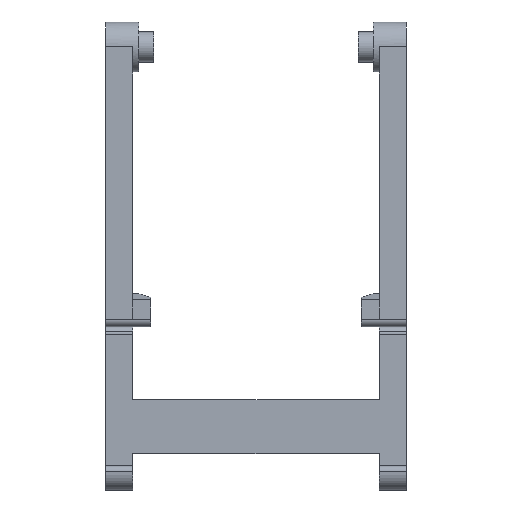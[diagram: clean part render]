
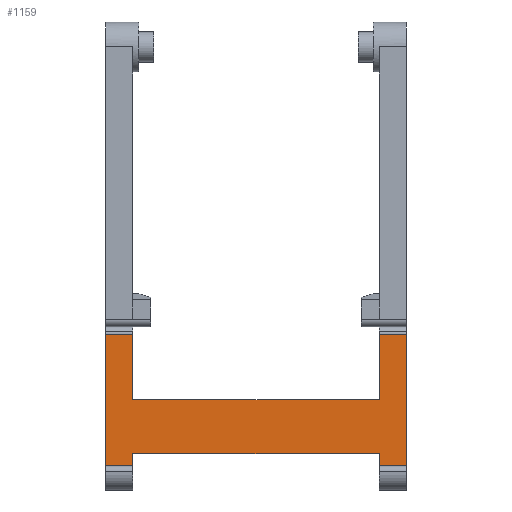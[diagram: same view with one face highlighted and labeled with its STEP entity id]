
A CAD part, top view. The second image highlights one B-rep face of the part: STEP entity #1159.
In plain terms, the highlighted planar face has unit normal (0, 0, 1).
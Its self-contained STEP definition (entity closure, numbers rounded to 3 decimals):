
#77=FACE_OUTER_BOUND('',#138,.T.);
#138=EDGE_LOOP('',(#842,#843,#844,#845,#846,#847,#848,#849,#850,#851,#852,
#853));
#217=LINE('',#1707,#359);
#235=LINE('',#1753,#377);
#237=LINE('',#1757,#379);
#238=LINE('',#1759,#380);
#239=LINE('',#1760,#381);
#240=LINE('',#1762,#382);
#241=LINE('',#1764,#383);
#242=LINE('',#1766,#384);
#243=LINE('',#1768,#385);
#244=LINE('',#1770,#386);
#245=LINE('',#1772,#387);
#246=LINE('',#1773,#388);
#359=VECTOR('',#1363,10.);
#377=VECTOR('',#1405,10.);
#379=VECTOR('',#1409,10.);
#380=VECTOR('',#1410,10.);
#381=VECTOR('',#1411,10.);
#382=VECTOR('',#1412,10.);
#383=VECTOR('',#1413,10.);
#384=VECTOR('',#1414,10.);
#385=VECTOR('',#1415,10.);
#386=VECTOR('',#1416,10.);
#387=VECTOR('',#1417,10.);
#388=VECTOR('',#1418,10.);
#497=VERTEX_POINT('',#1704);
#498=VERTEX_POINT('',#1706);
#513=VERTEX_POINT('',#1750);
#514=VERTEX_POINT('',#1752);
#515=VERTEX_POINT('',#1756);
#516=VERTEX_POINT('',#1758);
#517=VERTEX_POINT('',#1761);
#518=VERTEX_POINT('',#1763);
#519=VERTEX_POINT('',#1765);
#520=VERTEX_POINT('',#1767);
#521=VERTEX_POINT('',#1769);
#522=VERTEX_POINT('',#1771);
#618=EDGE_CURVE('',#497,#498,#217,.T.);
#641=EDGE_CURVE('',#514,#513,#235,.T.);
#643=EDGE_CURVE('',#515,#514,#237,.T.);
#644=EDGE_CURVE('',#513,#516,#238,.T.);
#645=EDGE_CURVE('',#498,#516,#239,.T.);
#646=EDGE_CURVE('',#497,#517,#240,.T.);
#647=EDGE_CURVE('',#518,#517,#241,.T.);
#648=EDGE_CURVE('',#518,#519,#242,.T.);
#649=EDGE_CURVE('',#520,#519,#243,.T.);
#650=EDGE_CURVE('',#521,#520,#244,.T.);
#651=EDGE_CURVE('',#521,#522,#245,.T.);
#652=EDGE_CURVE('',#522,#515,#246,.T.);
#842=ORIENTED_EDGE('',*,*,#643,.T.);
#843=ORIENTED_EDGE('',*,*,#641,.T.);
#844=ORIENTED_EDGE('',*,*,#644,.T.);
#845=ORIENTED_EDGE('',*,*,#645,.F.);
#846=ORIENTED_EDGE('',*,*,#618,.F.);
#847=ORIENTED_EDGE('',*,*,#646,.T.);
#848=ORIENTED_EDGE('',*,*,#647,.F.);
#849=ORIENTED_EDGE('',*,*,#648,.T.);
#850=ORIENTED_EDGE('',*,*,#649,.F.);
#851=ORIENTED_EDGE('',*,*,#650,.F.);
#852=ORIENTED_EDGE('',*,*,#651,.T.);
#853=ORIENTED_EDGE('',*,*,#652,.T.);
#1111=PLANE('',#1231);
#1159=ADVANCED_FACE('',(#77),#1111,.T.);
#1231=AXIS2_PLACEMENT_3D('',#1755,#1407,#1408);
#1363=DIRECTION('',(0.,1.,0.));
#1405=DIRECTION('',(-1.,0.,0.));
#1407=DIRECTION('center_axis',(0.,0.,
1.));
#1408=DIRECTION('ref_axis',(-1.,0.,0.));
#1409=DIRECTION('',(0.,-1.,0.));
#1410=DIRECTION('',(0.,1.,0.));
#1411=DIRECTION('',(1.,0.,0.));
#1412=DIRECTION('',(1.,0.,0.));
#1413=DIRECTION('',(0.,-1.,0.));
#1414=DIRECTION('',(1.,0.,0.));
#1415=DIRECTION('',(0.,1.,0.));
#1416=DIRECTION('',(-1.,0.,0.));
#1417=DIRECTION('',(0.,1.,0.));
#1418=DIRECTION('',(-1.,0.,0.));
#1704=CARTESIAN_POINT('',(-25.,-110.913,-0.833));
#1706=CARTESIAN_POINT('',(-25.,-89.007,-0.833));
#1707=CARTESIAN_POINT('',(-25.,-110.913,-0.833));
#1750=CARTESIAN_POINT('',(-20.5,-99.913,-0.833));
#1752=CARTESIAN_POINT('',(20.5,-99.913,-0.833));
#1753=CARTESIAN_POINT('',(25.78,-99.913,-0.833));
#1755=CARTESIAN_POINT('Origin',(31.06,-86.663,-0.833));
#1756=CARTESIAN_POINT('',(20.5,-89.007,-0.833));
#1757=CARTESIAN_POINT('',(20.5,-92.538,-0.833));
#1758=CARTESIAN_POINT('',(-20.5,-89.007,-0.833));
#1759=CARTESIAN_POINT('',(-20.5,-93.288,-0.833));
#1760=CARTESIAN_POINT('',(-26.5,-89.007,-0.833));
#1761=CARTESIAN_POINT('',(-20.5,-110.913,-0.833));
#1762=CARTESIAN_POINT('',(-21.,-110.913,-0.833));
#1763=CARTESIAN_POINT('',(-20.5,-108.913,-0.833));
#1764=CARTESIAN_POINT('',(-20.5,-98.538,-0.833));
#1765=CARTESIAN_POINT('',(20.5,-108.913,-0.833));
#1766=CARTESIAN_POINT('',(4.28,-108.913,-0.833));
#1767=CARTESIAN_POINT('',(20.5,-110.913,-0.833));
#1768=CARTESIAN_POINT('',(20.5,-97.038,-0.833));
#1769=CARTESIAN_POINT('',(25.,-110.913,-0.833));
#1770=CARTESIAN_POINT('',(21.,-110.913,-0.833));
#1771=CARTESIAN_POINT('',(25.,-89.007,-0.833));
#1772=CARTESIAN_POINT('',(25.,-110.913,-0.833));
#1773=CARTESIAN_POINT('',(26.5,-89.007,-0.833));
